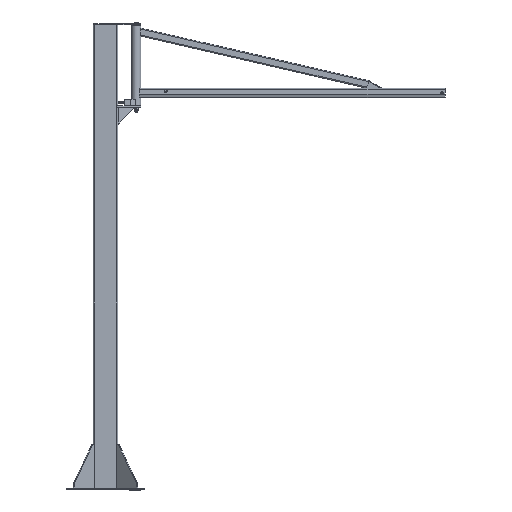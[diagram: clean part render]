
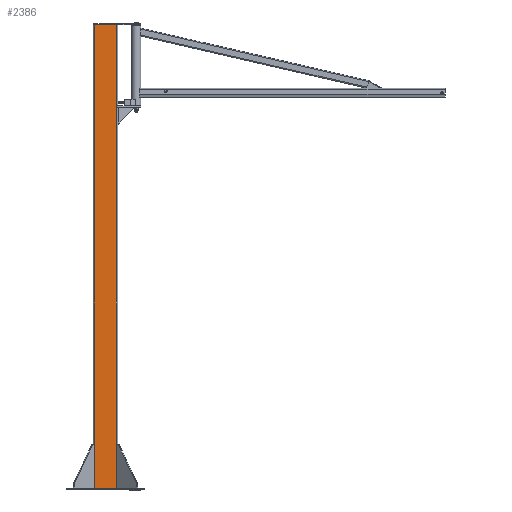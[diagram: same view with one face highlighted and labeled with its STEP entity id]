
A CAD part, front view. The second image highlights one B-rep face of the part: STEP entity #2386.
In plain terms, the highlighted face is planar.
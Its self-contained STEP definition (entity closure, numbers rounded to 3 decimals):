
#2386=ADVANCED_FACE('',(#4215),#4216,.T.);
#4215=FACE_OUTER_BOUND('',#8450,.T.);
#4216=PLANE('',#8451);
#8450=EDGE_LOOP('',(#11984,#11985,#11986,#11987));
#8451=AXIS2_PLACEMENT_3D('',#11988,#11989,#11990);
#11984=ORIENTED_EDGE('',*,*,#13312,.T.);
#11985=ORIENTED_EDGE('',*,*,#12362,.F.);
#11986=ORIENTED_EDGE('',*,*,#12226,.T.);
#11987=ORIENTED_EDGE('',*,*,#12719,.T.);
#11988=CARTESIAN_POINT('',(80.,0.,200.));
#11989=DIRECTION('',(1.,0.,0.));
#11990=DIRECTION('',(0.,1.,0.));
#12226=EDGE_CURVE('',#13538,#13536,#13539,.T.);
#12362=EDGE_CURVE('',#13538,#13768,#13770,.T.);
#12719=EDGE_CURVE('',#13536,#14337,#14339,.T.);
#13312=EDGE_CURVE('',#14337,#13768,#15107,.T.);
#13536=VERTEX_POINT('',#15611);
#13538=VERTEX_POINT('',#15613);
#13539=LINE('',#15614,#15615);
#13768=VERTEX_POINT('',#16096);
#13770=LINE('',#16098,#16099);
#14337=VERTEX_POINT('',#17544);
#14339=LINE('',#17546,#17547);
#15107=LINE('',#19821,#19822);
#15611=CARTESIAN_POINT('',(80.,71.,200.));
#15613=CARTESIAN_POINT('',(80.,-71.,200.));
#15614=CARTESIAN_POINT('',(80.,-71.,200.));
#15615=VECTOR('',#20160,1.);
#16096=CARTESIAN_POINT('',(80.,-71.,3200.));
#16098=CARTESIAN_POINT('',(80.,-71.,200.));
#16099=VECTOR('',#20318,1.);
#17544=CARTESIAN_POINT('',(80.,71.,3200.));
#17546=CARTESIAN_POINT('',(80.,71.,200.));
#17547=VECTOR('',#20676,1.);
#19821=CARTESIAN_POINT('',(80.,-71.,3200.));
#19822=VECTOR('',#21160,1.);
#20160=DIRECTION('',(0.,1.,0.));
#20318=DIRECTION('',(0.,0.,1.));
#20676=DIRECTION('',(0.,0.,1.));
#21160=DIRECTION('',(0.,-1.,0.));
